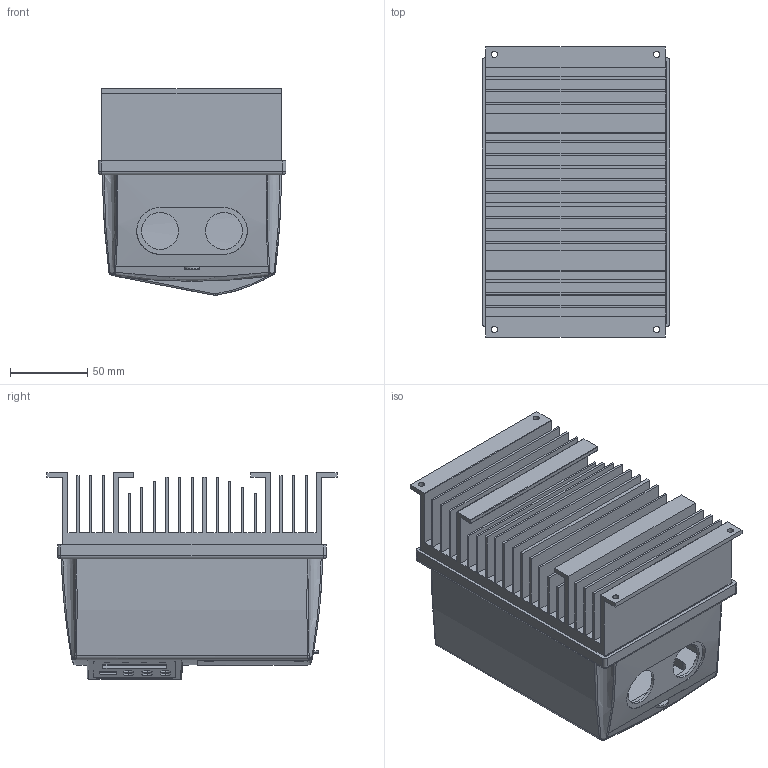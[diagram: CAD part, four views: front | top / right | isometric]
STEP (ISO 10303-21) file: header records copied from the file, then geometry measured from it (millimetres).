
FILE_DESCRIPTION((''),'2;1');
FILE_NAME('ZA1_ASM','2016-11-03T',('PC-TR'),(''),'PRO/ENGINEER BY PARAMETRIC TECHNOLOGY CORPORATION, 2010280','PRO/ENGINEER BY PARAMETRIC TECHNOLOGY CORPORATION, 2010280','');
FILE_SCHEMA(('CONFIG_CONTROL_DESIGN'));
Length unit declared in the file: millimetre
Products named in the file (8): MANIFOLD_SOLID_BREP_325; MANIFOLD_SOLID_BREP_326; MANIFOLD_SOLID_BREP_327; MANIFOLD_SOLID_BREP_328; ADMI9772W8XR_ASM; PRT0002; PRT0003; ZA1_ASM
Assembly tree (7 placements, depth 3):
  ZA1_ASM
    ADMI9772W8XR_ASM
      MANIFOLD_SOLID_BREP_325
      MANIFOLD_SOLID_BREP_326
      MANIFOLD_SOLID_BREP_327
      MANIFOLD_SOLID_BREP_328
    PRT0002
    PRT0003
Bounding box: 121.5 x 187.7 x 133.73 mm (x, y, z)
Surface area: 386637.9 mm2 (no closed solid volume)
Topology: 0 solids, 6 shells, 566 faces, 1501 edges, 989 vertices
Faces by surface type: plane 280, cylinder 237, bspline 28, torus 9, cone 8, sphere 4
Entity records: 20770 total; most frequent: CARTESIAN_POINT 6521, ORIENTED_EDGE 2994, DIRECTION 2776, EDGE_CURVE 1497, VERTEX_POINT 989, AXIS2_PLACEMENT_3D 946, VECTOR 884, LINE 884
